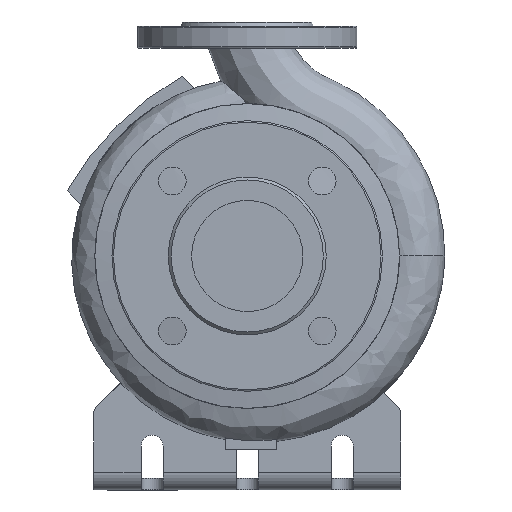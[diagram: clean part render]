
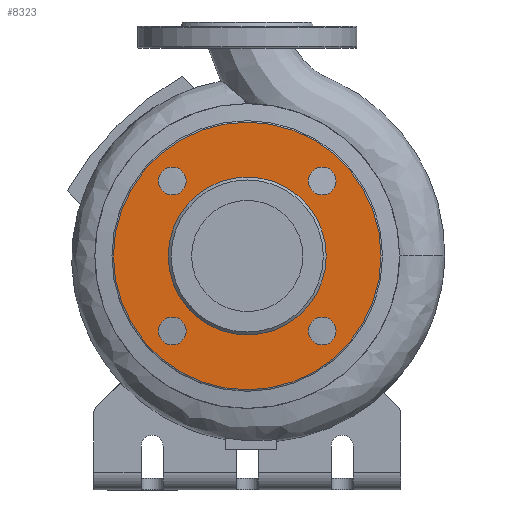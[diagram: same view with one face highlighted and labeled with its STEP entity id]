
A CAD part, left-side view. The second image highlights one B-rep face of the part: STEP entity #8323.
In plain terms, the highlighted planar face has unit normal (-1, 0, 0).
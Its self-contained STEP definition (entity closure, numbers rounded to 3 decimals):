
#1634=PLANE('',#8992);
#2045=FACE_BOUND('',#2776,.T.);
#2046=FACE_BOUND('',#2777,.T.);
#2047=FACE_BOUND('',#2778,.T.);
#2048=FACE_BOUND('',#2779,.T.);
#2049=FACE_BOUND('',#2780,.T.);
#2241=FACE_OUTER_BOUND('',#2775,.T.);
#2775=EDGE_LOOP('',(#6482));
#2776=EDGE_LOOP('',(#6483));
#2777=EDGE_LOOP('',(#6484));
#2778=EDGE_LOOP('',(#6485));
#2779=EDGE_LOOP('',(#6486));
#2780=EDGE_LOOP('',(#6487));
#3307=CIRCLE('',#8979,9.5);
#3309=CIRCLE('',#8982,9.5);
#3311=CIRCLE('',#8985,9.5);
#3313=CIRCLE('',#8988,9.5);
#3314=CIRCLE('',#8990,54.);
#3316=CIRCLE('',#8993,91.5);
#3866=VERTEX_POINT('',#12930);
#3868=VERTEX_POINT('',#12935);
#3870=VERTEX_POINT('',#12940);
#3872=VERTEX_POINT('',#12945);
#3873=VERTEX_POINT('',#12948);
#3875=VERTEX_POINT('',#12953);
#4828=EDGE_CURVE('',#3866,#3866,#3307,.T.);
#4830=EDGE_CURVE('',#3868,#3868,#3309,.T.);
#4832=EDGE_CURVE('',#3870,#3870,#3311,.T.);
#4834=EDGE_CURVE('',#3872,#3872,#3313,.T.);
#4835=EDGE_CURVE('',#3873,#3873,#3314,.T.);
#4837=EDGE_CURVE('',#3875,#3875,#3316,.T.);
#6482=ORIENTED_EDGE('',*,*,#4837,.T.);
#6483=ORIENTED_EDGE('',*,*,#4828,.F.);
#6484=ORIENTED_EDGE('',*,*,#4830,.F.);
#6485=ORIENTED_EDGE('',*,*,#4832,.F.);
#6486=ORIENTED_EDGE('',*,*,#4834,.F.);
#6487=ORIENTED_EDGE('',*,*,#4835,.F.);
#8323=ADVANCED_FACE('',(#2241,#2045,#2046,#2047,#2048,#2049),#1634,.F.);
#8979=AXIS2_PLACEMENT_3D('',#12931,#10451,#10452);
#8982=AXIS2_PLACEMENT_3D('',#12936,#10457,#10458);
#8985=AXIS2_PLACEMENT_3D('',#12941,#10463,#10464);
#8988=AXIS2_PLACEMENT_3D('',#12946,#10469,#10470);
#8990=AXIS2_PLACEMENT_3D('',#12949,#10473,#10474);
#8992=AXIS2_PLACEMENT_3D('',#12952,#10477,#10478);
#8993=AXIS2_PLACEMENT_3D('',#12954,#10479,#10480);
#10451=DIRECTION('center_axis',(-1.,0.,0.));
#10452=DIRECTION('ref_axis',(0.,1.,0.));
#10457=DIRECTION('center_axis',(-1.,0.,0.));
#10458=DIRECTION('ref_axis',(0.,0.,
1.));
#10463=DIRECTION('center_axis',(-1.,0.,0.));
#10464=DIRECTION('ref_axis',(0.,-1.,0.));
#10469=DIRECTION('center_axis',(-1.,0.,0.));
#10470=DIRECTION('ref_axis',(0.,0.,-1.));
#10473=DIRECTION('center_axis',(-1.,0.,0.));
#10474=DIRECTION('ref_axis',(0.,-1.,0.));
#10477=DIRECTION('center_axis',(1.,0.,0.));
#10478=DIRECTION('ref_axis',(0.,0.,1.));
#10479=DIRECTION('center_axis',(-1.,0.,0.));
#10480=DIRECTION('ref_axis',(0.,-1.,0.));
#12930=CARTESIAN_POINT('',(-78.,-60.765,108.735));
#12931=CARTESIAN_POINT('Origin',(-78.,-51.265,108.735));
#12935=CARTESIAN_POINT('',(-78.,51.265,99.235));
#12936=CARTESIAN_POINT('Origin',(-78.,51.265,108.735));
#12940=CARTESIAN_POINT('',(-78.,60.765,211.265));
#12941=CARTESIAN_POINT('Origin',(-78.,51.265,211.265));
#12945=CARTESIAN_POINT('',(-78.,-51.265,220.765));
#12946=CARTESIAN_POINT('Origin',(-78.,-51.265,211.265));
#12948=CARTESIAN_POINT('',(-78.,-54.,160.));
#12949=CARTESIAN_POINT('Origin',(-78.,0.,160.));
#12952=CARTESIAN_POINT('Origin',(-78.,-72.75,160.));
#12953=CARTESIAN_POINT('',(-78.,-91.5,160.));
#12954=CARTESIAN_POINT('Origin',(-78.,0.,160.));
